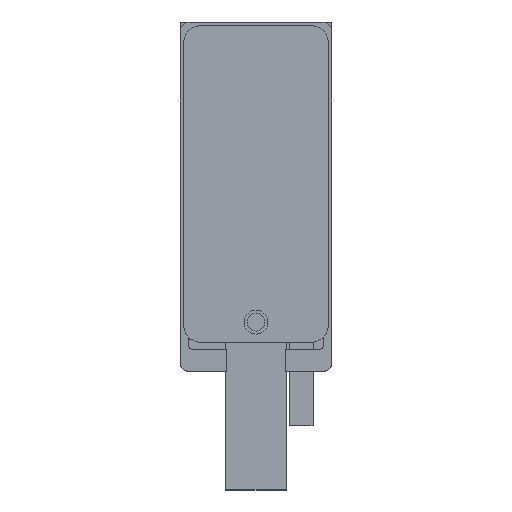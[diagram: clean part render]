
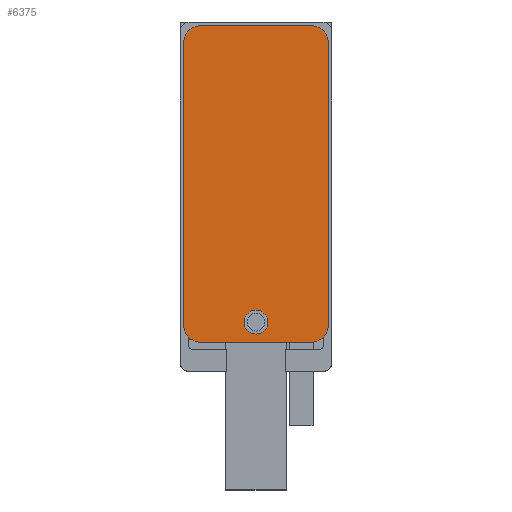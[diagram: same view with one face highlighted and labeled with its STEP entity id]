
A CAD part, top view. The second image highlights one B-rep face of the part: STEP entity #6375.
In plain terms, the highlighted planar face has unit normal (0, 0, 1).
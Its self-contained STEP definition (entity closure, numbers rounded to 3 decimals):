
#5776=DIRECTION('',(0.,1.,0.));
#5777=VECTOR('',#5776,47.32);
#5778=CARTESIAN_POINT('',(12.2,-23.66,1.89));
#5779=LINE('',#5778,#5777);
#5792=DIRECTION('',(1.,0.,0.));
#5793=VECTOR('',#5792,18.4);
#5794=CARTESIAN_POINT('',(-9.2,-26.66,1.89));
#5795=LINE('',#5794,#5793);
#5804=CARTESIAN_POINT('',(-9.2,-23.66,1.89));
#5805=DIRECTION('',(0.,0.,1.));
#5806=DIRECTION('',(-1.,0.,0.));
#5807=AXIS2_PLACEMENT_3D('',#5804,#5805,#5806);
#5809=DIRECTION('',(0.,1.,0.));
#5810=VECTOR('',#5809,47.32);
#5811=CARTESIAN_POINT('',(-12.2,-23.66,1.89));
#5812=LINE('',#5811,#5810);
#5813=CARTESIAN_POINT('',(-9.2,23.66,1.89));
#5814=DIRECTION('',(0.,0.,1.));
#5815=DIRECTION('',(0.,1.,0.));
#5816=AXIS2_PLACEMENT_3D('',#5813,#5814,#5815);
#5818=DIRECTION('',(-1.,0.,0.));
#5819=VECTOR('',#5818,18.4);
#5820=CARTESIAN_POINT('',(9.2,26.66,1.89));
#5821=LINE('',#5820,#5819);
#5822=CARTESIAN_POINT('',(9.2,23.66,1.89));
#5823=DIRECTION('',(0.,0.,1.));
#5824=DIRECTION('',(1.,0.,0.));
#5825=AXIS2_PLACEMENT_3D('',#5822,#5823,#5824);
#5827=CARTESIAN_POINT('',(9.2,-23.66,1.89));
#5828=DIRECTION('',(0.,0.,1.));
#5829=DIRECTION('',(0.,-1.,0.));
#5830=AXIS2_PLACEMENT_3D('',#5827,#5828,#5829);
#5832=CARTESIAN_POINT('',(0.,-23.26,1.89));
#5833=DIRECTION('',(0.,0.,1.));
#5834=DIRECTION('',(1.,0.,0.));
#5835=AXIS2_PLACEMENT_3D('',#5832,#5833,#5834);
#5837=CARTESIAN_POINT('',(0.,-23.26,1.89));
#5838=DIRECTION('',(0.,0.,1.));
#5839=DIRECTION('',(-1.,0.,0.));
#5840=AXIS2_PLACEMENT_3D('',#5837,#5838,#5839);
#5908=CARTESIAN_POINT('',(12.2,23.66,1.89));
#5909=VERTEX_POINT('',#5908);
#5910=CARTESIAN_POINT('',(9.2,26.66,1.89));
#5911=VERTEX_POINT('',#5910);
#5916=CARTESIAN_POINT('',(-9.2,26.66,1.89));
#5917=VERTEX_POINT('',#5916);
#5918=CARTESIAN_POINT('',(-12.2,23.66,1.89));
#5919=VERTEX_POINT('',#5918);
#5940=CARTESIAN_POINT('',(-12.2,-23.66,1.89));
#5941=VERTEX_POINT('',#5940);
#5942=CARTESIAN_POINT('',(-9.2,-26.66,1.89));
#5943=VERTEX_POINT('',#5942);
#5948=CARTESIAN_POINT('',(9.2,-26.66,1.89));
#5949=VERTEX_POINT('',#5948);
#5950=CARTESIAN_POINT('',(12.2,-23.66,1.89));
#5951=VERTEX_POINT('',#5950);
#5960=CARTESIAN_POINT('',(2.,-23.26,1.89));
#5961=CARTESIAN_POINT('',(-2.,-23.26,1.89));
#5962=VERTEX_POINT('',#5960);
#5963=VERTEX_POINT('',#5961);
#6354=CARTESIAN_POINT('',(0.,0.,1.89));
#6355=DIRECTION('',(0.,0.,1.));
#6356=DIRECTION('',(0.,-1.,0.));
#6357=AXIS2_PLACEMENT_3D('',#6354,#6355,#6356);
#6358=PLANE('',#6357);
#6359=ORIENTED_EDGE('',*,*,#6250,.F.);
#6360=ORIENTED_EDGE('',*,*,#6266,.T.);
#6361=ORIENTED_EDGE('',*,*,#6279,.F.);
#6362=ORIENTED_EDGE('',*,*,#6292,.F.);
#6363=ORIENTED_EDGE('',*,*,#6307,.F.);
#6364=ORIENTED_EDGE('',*,*,#6320,.F.);
#6365=ORIENTED_EDGE('',*,*,#6335,.F.);
#6366=ORIENTED_EDGE('',*,*,#6347,.F.);
#6367=EDGE_LOOP('',(#6359,#6360,#6361,#6362,#6363,#6364,#6365,#6366));
#6368=FACE_OUTER_BOUND('',#6367,.F.);
#6370=ORIENTED_EDGE('',*,*,#6369,.T.);
#6372=ORIENTED_EDGE('',*,*,#6371,.T.);
#6373=EDGE_LOOP('',(#6370,#6372));
#6374=FACE_BOUND('',#6373,.F.);
#5808=CIRCLE('',#5807,3.);
#5817=CIRCLE('',#5816,3.);
#5826=CIRCLE('',#5825,3.);
#5831=CIRCLE('',#5830,3.);
#5836=CIRCLE('',#5835,2.);
#5841=CIRCLE('',#5840,2.);
#6250=EDGE_CURVE('',#5941,#5943,#5808,.T.);
#6266=EDGE_CURVE('',#5941,#5919,#5812,.T.);
#6279=EDGE_CURVE('',#5917,#5919,#5817,.T.);
#6292=EDGE_CURVE('',#5911,#5917,#5821,.T.);
#6307=EDGE_CURVE('',#5909,#5911,#5826,.T.);
#6320=EDGE_CURVE('',#5951,#5909,#5779,.T.);
#6335=EDGE_CURVE('',#5949,#5951,#5831,.T.);
#6347=EDGE_CURVE('',#5943,#5949,#5795,.T.);
#6369=EDGE_CURVE('',#5962,#5963,#5836,.T.);
#6371=EDGE_CURVE('',#5963,#5962,#5841,.T.);
#6375=ADVANCED_FACE('',(#6368,#6374),#6358,.T.);
